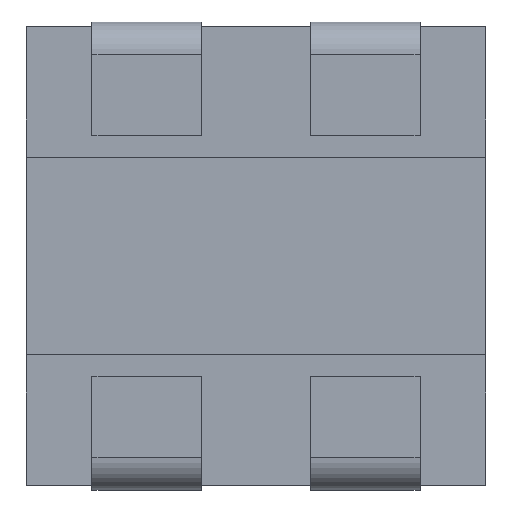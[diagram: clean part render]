
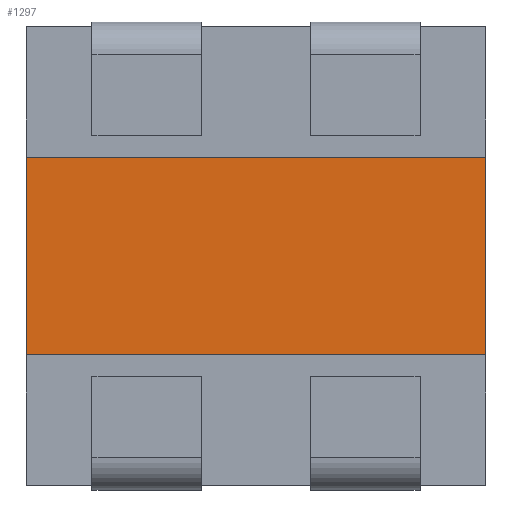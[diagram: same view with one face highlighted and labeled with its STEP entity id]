
A CAD part, front view. The second image highlights one B-rep face of the part: STEP entity #1297.
In plain terms, the highlighted planar face has unit normal (0, -1, 0).
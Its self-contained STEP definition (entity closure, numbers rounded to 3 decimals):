
#480=CARTESIAN_POINT('',(1.05,-0.2,0.452));
#481=VERTEX_POINT('',#480);
#488=CARTESIAN_POINT('',(1.05,-0.2,-0.452));
#489=VERTEX_POINT('',#488);
#490=CARTESIAN_POINT('',(1.05,-0.2,-0.452));
#491=DIRECTION('',(0.,0.,1.));
#492=VECTOR('',#491,0.903);
#493=LINE('',#490,#492);
#494=EDGE_CURVE('',#489,#481,#493,.T.);
#599=CARTESIAN_POINT('',(-1.05,-0.2,-0.452));
#600=VERTEX_POINT('',#599);
#607=CARTESIAN_POINT('',(-1.05,-0.2,0.452));
#608=VERTEX_POINT('',#607);
#609=CARTESIAN_POINT('',(-1.05,-0.2,0.452));
#610=DIRECTION('',(-0.,0.,-1.));
#611=VECTOR('',#610,0.903);
#612=LINE('',#609,#611);
#613=EDGE_CURVE('',#608,#600,#612,.T.);
#1257=CARTESIAN_POINT('',(-1.05,-0.2,-0.452));
#1258=DIRECTION('',(1.,0.,-0.));
#1259=VECTOR('',#1258,2.1);
#1260=LINE('',#1257,#1259);
#1261=EDGE_CURVE('',#600,#489,#1260,.T.);
#1275=CARTESIAN_POINT('',(1.05,-0.2,0.452));
#1276=DIRECTION('',(-1.,0.,0.));
#1277=VECTOR('',#1276,2.1);
#1278=LINE('',#1275,#1277);
#1279=EDGE_CURVE('',#481,#608,#1278,.T.);
#1286=CARTESIAN_POINT('',(0.,-0.2,0.));
#1287=DIRECTION('',(0.,1.,0.));
#1288=DIRECTION('',(1.,0.,-0.));
#1289=AXIS2_PLACEMENT_3D('',#1286,#1287,#1288);
#1290=PLANE('',#1289);
#1291=ORIENTED_EDGE('',*,*,#1261,.T.);
#1292=ORIENTED_EDGE('',*,*,#494,.T.);
#1293=ORIENTED_EDGE('',*,*,#1279,.T.);
#1294=ORIENTED_EDGE('',*,*,#613,.T.);
#1295=EDGE_LOOP('',(#1291,#1292,#1293,#1294));
#1296=FACE_BOUND('',#1295,.T.);
#1297=ADVANCED_FACE('',(#1296),#1290,.F.);
